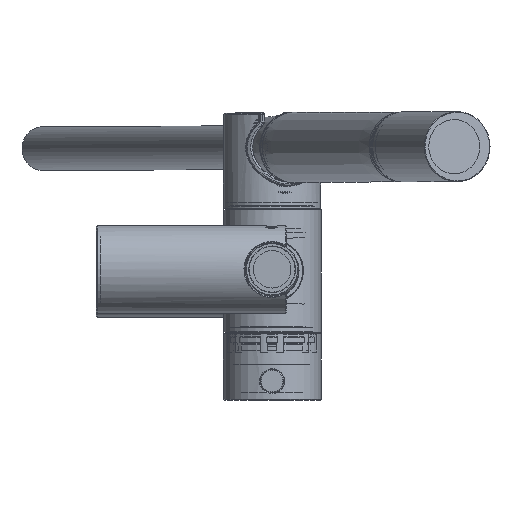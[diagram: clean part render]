
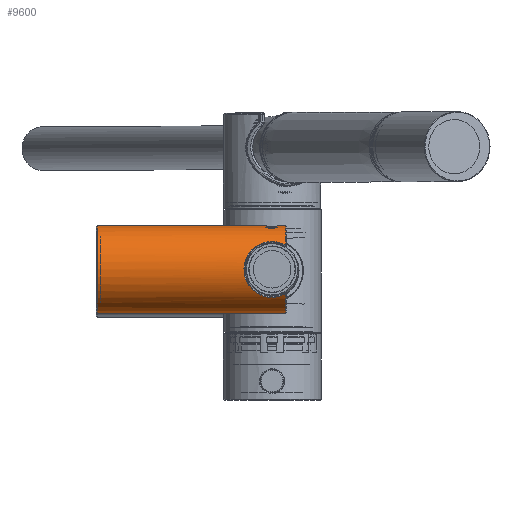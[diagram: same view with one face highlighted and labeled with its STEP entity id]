
A CAD part, top view. The second image highlights one B-rep face of the part: STEP entity #9600.
In plain terms, the highlighted cylindrical face has radius 15 mm (diameter 30 mm), a full revolution.
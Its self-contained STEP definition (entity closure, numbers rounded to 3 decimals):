
#1033=CIRCLE('',#10180,15.);
#1034=CIRCLE('',#10181,15.);
#1035=CIRCLE('',#10182,15.);
#1564=ORIENTED_EDGE('',*,*,#3850,.F.);
#1565=ORIENTED_EDGE('',*,*,#3851,.T.);
#1566=ORIENTED_EDGE('',*,*,#3852,.T.);
#1567=ORIENTED_EDGE('',*,*,#3853,.T.);
#1568=ORIENTED_EDGE('',*,*,#3854,.T.);
#1569=ORIENTED_EDGE('',*,*,#3855,.T.);
#3850=EDGE_CURVE('',#4993,#4993,#5793,.T.);
#3851=EDGE_CURVE('',#4994,#4995,#5794,.T.);
#3852=EDGE_CURVE('',#4995,#4996,#1033,.T.);
#3853=EDGE_CURVE('',#4996,#4997,#5795,.T.);
#3854=EDGE_CURVE('',#4997,#4994,#1034,.T.);
#3855=EDGE_CURVE('',#4998,#4998,#1035,.F.);
#4993=VERTEX_POINT('',#13616);
#4994=VERTEX_POINT('',#13636);
#4995=VERTEX_POINT('',#13637);
#4996=VERTEX_POINT('',#13639);
#4997=VERTEX_POINT('',#13659);
#4998=VERTEX_POINT('',#13662);
#5793=B_SPLINE_CURVE_WITH_KNOTS('',3,(#13604,#13605,#13606,#13607,#13608,
#13609,#13610,#13611,#13612,#13613,#13614,#13615),.UNSPECIFIED.,.T.,.F.,
(1,1,1,1,1,1,1,1,1,1,1,1,1,1,1,1),(-0.005,-0.004,
-0.002,0.,0.002,0.004,0.006,
0.008,0.01,0.011,0.012,
0.014,0.016,0.017,0.019,
0.021),.UNSPECIFIED.);
#5794=B_SPLINE_CURVE_WITH_KNOTS('',3,(#13617,#13618,#13619,#13620,#13621,
#13622,#13623,#13624,#13625,#13626,#13627,#13628,#13629,#13630,#13631,#13632,
#13633,#13634,#13635),.UNSPECIFIED.,.F.,.F.,(4,1,1,1,1,1,1,1,1,1,1,1,1,
1,1,1,4),(0.,0.003,0.005,0.008,
0.01,0.013,0.016,0.018,
0.021,0.023,0.026,0.029,
0.031,0.034,0.036,0.039,
0.041),.UNSPECIFIED.);
#5795=B_SPLINE_CURVE_WITH_KNOTS('',3,(#13640,#13641,#13642,#13643,#13644,
#13645,#13646,#13647,#13648,#13649,#13650,#13651,#13652,#13653,#13654,#13655,
#13656,#13657,#13658),.UNSPECIFIED.,.F.,.F.,(4,1,1,1,1,1,1,1,1,1,1,1,1,
1,1,1,4),(0.,0.003,0.005,0.008,
0.01,0.013,0.016,0.018,
0.021,0.023,0.026,0.029,
0.031,0.034,0.036,0.039,
0.042),.UNSPECIFIED.);
#6097=EDGE_LOOP('',(#1564));
#6098=EDGE_LOOP('',(#1565,#1566,#1567,#1568));
#6099=EDGE_LOOP('',(#1569));
#6841=FACE_BOUND('',#6097,.T.);
#6842=FACE_BOUND('',#6098,.T.);
#6843=FACE_BOUND('',#6099,.T.);
#7586=CYLINDRICAL_SURFACE('',#10179,15.);
#9600=ADVANCED_FACE('',(#6841,#6842,#6843),#7586,.T.);
#10179=AXIS2_PLACEMENT_3D('',#13603,#11224,#11225);
#10180=AXIS2_PLACEMENT_3D('',#13638,#11226,#11227);
#10181=AXIS2_PLACEMENT_3D('',#13660,#11228,#11229);
#10182=AXIS2_PLACEMENT_3D('',#13661,#11230,#11231);
#11224=DIRECTION('',(-1.,0.,0.));
#11225=DIRECTION('',(0.,0.,1.));
#11226=DIRECTION('',(-1.,0.,0.));
#11227=DIRECTION('',(0.,0.,1.));
#11228=DIRECTION('',(-1.,0.,0.));
#11229=DIRECTION('',(0.,0.,1.));
#11230=DIRECTION('',(-1.,0.,0.));
#11231=DIRECTION('',(0.,0.,1.));
#13603=CARTESIAN_POINT('',(65.,0.,0.));
#13604=CARTESIAN_POINT('',(60.045,-2.611,-14.767));
#13605=CARTESIAN_POINT('',(58.082,-1.942,-14.894));
#13606=CARTESIAN_POINT('',(57.125,-0.046,-15.051));
#13607=CARTESIAN_POINT('',(58.019,1.89,-14.903));
#13608=CARTESIAN_POINT('',(59.96,2.608,-14.766));
#13609=CARTESIAN_POINT('',(61.916,1.94,-14.895));
#13610=CARTESIAN_POINT('',(62.711,0.376,-15.023));
#13611=CARTESIAN_POINT('',(62.437,-0.934,-14.98));
#13612=CARTESIAN_POINT('',(61.656,-2.,-14.879));
#13613=CARTESIAN_POINT('',(60.045,-2.611,-14.767));
#13614=CARTESIAN_POINT('',(58.082,-1.942,-14.894));
#13615=CARTESIAN_POINT('',(57.125,-0.046,-15.051));
#13616=CARTESIAN_POINT('',(58.25,-1.737,-14.899));
#13617=CARTESIAN_POINT('',(64.8,12.527,8.25));
#13618=CARTESIAN_POINT('',(64.098,12.251,8.67));
#13619=CARTESIAN_POINT('',(62.587,11.756,9.329));
#13620=CARTESIAN_POINT('',(60.02,11.44,9.7));
#13621=CARTESIAN_POINT('',(57.439,11.748,9.339));
#13622=CARTESIAN_POINT('',(55.159,12.494,8.347));
#13623=CARTESIAN_POINT('',(53.249,13.393,6.848));
#13624=CARTESIAN_POINT('',(51.763,14.235,4.905));
#13625=CARTESIAN_POINT('',(50.789,14.844,2.604));
#13626=CARTESIAN_POINT('',(50.433,15.076,0.006));
#13627=CARTESIAN_POINT('',(50.777,14.852,-2.554));
#13628=CARTESIAN_POINT('',(51.75,14.242,-4.888));
#13629=CARTESIAN_POINT('',(53.24,13.398,-6.839));
#13630=CARTESIAN_POINT('',(55.148,12.498,-8.34));
#13631=CARTESIAN_POINT('',(57.428,11.751,-9.335));
#13632=CARTESIAN_POINT('',(60.003,11.441,-9.699));
#13633=CARTESIAN_POINT('',(62.572,11.751,-9.335));
#13634=CARTESIAN_POINT('',(64.096,12.25,-8.671));
#13635=CARTESIAN_POINT('',(64.8,12.527,-8.25));
#13636=CARTESIAN_POINT('',(64.8,12.527,8.25));
#13637=CARTESIAN_POINT('',(64.8,12.527,-8.25));
#13638=CARTESIAN_POINT('',(64.8,0.,0.));
#13639=CARTESIAN_POINT('',(64.8,-12.527,-8.25));
#13640=CARTESIAN_POINT('',(64.8,-12.527,-8.25));
#13641=CARTESIAN_POINT('',(64.096,-12.25,-8.671));
#13642=CARTESIAN_POINT('',(62.571,-11.751,-9.335));
#13643=CARTESIAN_POINT('',(60.002,-11.441,-9.699));
#13644=CARTESIAN_POINT('',(57.427,-11.751,-9.335));
#13645=CARTESIAN_POINT('',(55.147,-12.498,-8.34));
#13646=CARTESIAN_POINT('',(53.239,-13.398,-6.838));
#13647=CARTESIAN_POINT('',(51.75,-14.243,-4.888));
#13648=CARTESIAN_POINT('',(50.777,-14.852,-2.553));
#13649=CARTESIAN_POINT('',(50.433,-15.076,0.007));
#13650=CARTESIAN_POINT('',(50.79,-14.843,2.605));
#13651=CARTESIAN_POINT('',(51.764,-14.234,4.906));
#13652=CARTESIAN_POINT('',(53.25,-13.392,6.849));
#13653=CARTESIAN_POINT('',(55.16,-12.493,8.348));
#13654=CARTESIAN_POINT('',(57.444,-11.748,9.339));
#13655=CARTESIAN_POINT('',(60.015,-11.44,9.699));
#13656=CARTESIAN_POINT('',(62.587,-11.755,9.33));
#13657=CARTESIAN_POINT('',(64.097,-12.251,8.67));
#13658=CARTESIAN_POINT('',(64.8,-12.527,8.25));
#13659=CARTESIAN_POINT('',(64.8,-12.527,8.25));
#13660=CARTESIAN_POINT('',(64.8,0.,0.));
#13661=CARTESIAN_POINT('',(0.2,0.,0.));
#13662=CARTESIAN_POINT('',(0.2,0.,15.));
